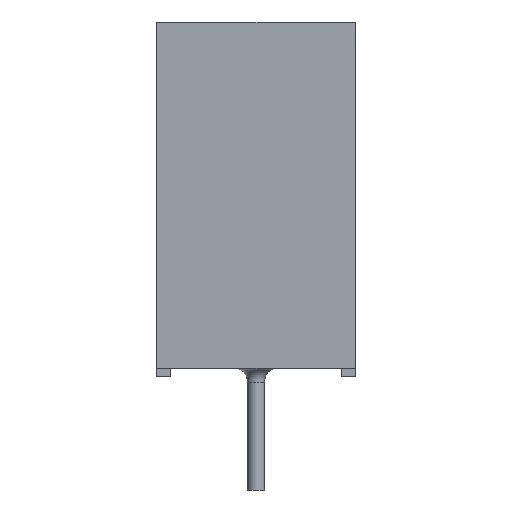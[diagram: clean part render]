
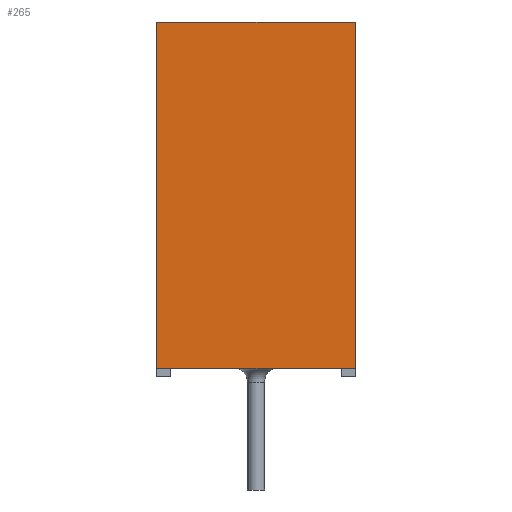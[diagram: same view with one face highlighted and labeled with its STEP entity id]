
A CAD part, left-side view. The second image highlights one B-rep face of the part: STEP entity #265.
In plain terms, the highlighted planar face has unit normal (-1, 0, 0).
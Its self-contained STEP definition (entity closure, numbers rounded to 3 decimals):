
#265 = ADVANCED_FACE( '', ( #744 ), #745, .F. );
#744 = FACE_OUTER_BOUND( '', #1478, .T. );
#745 = PLANE( '', #1479 );
#1478 = EDGE_LOOP( '', ( #2300, #2301, #2302, #2303 ) );
#1479 = AXIS2_PLACEMENT_3D( '', #2304, #2305, #2306 );
#2300 = ORIENTED_EDGE( '', *, *, #4980, .T. );
#2301 = ORIENTED_EDGE( '', *, *, #4981, .F. );
#2302 = ORIENTED_EDGE( '', *, *, #4982, .F. );
#2303 = ORIENTED_EDGE( '', *, *, #4983, .T. );
#2304 = CARTESIAN_POINT( '', ( -7.5, -3.5, 6.1 ) );
#2305 = DIRECTION( '', ( 1., 0., 0. ) );
#2306 = DIRECTION( '', ( 0., 0., -1. ) );
#4980 = EDGE_CURVE( '', #5798, #5799, #5800, .T. );
#4981 = EDGE_CURVE( '', #5801, #5799, #5802, .T. );
#4982 = EDGE_CURVE( '', #5803, #5801, #5804, .T. );
#4983 = EDGE_CURVE( '', #5803, #5798, #5805, .T. );
#5798 = VERTEX_POINT( '', #7095 );
#5799 = VERTEX_POINT( '', #7096 );
#5800 = LINE( '', #7097, #7098 );
#5801 = VERTEX_POINT( '', #7099 );
#5802 = LINE( '', #7100, #7101 );
#5803 = VERTEX_POINT( '', #7102 );
#5804 = LINE( '', #7103, #7104 );
#5805 = LINE( '', #7105, #7106 );
#7095 = CARTESIAN_POINT( '', ( -7.5, 3.5, 6.1 ) );
#7096 = CARTESIAN_POINT( '', ( -7.5, 3.5, -6.1 ) );
#7097 = CARTESIAN_POINT( '', ( -7.5, 3.5, 6.1 ) );
#7098 = VECTOR( '', #10148, 1000. );
#7099 = CARTESIAN_POINT( '', ( -7.5, -3.5, -6.1 ) );
#7100 = CARTESIAN_POINT( '', ( -7.5, -3.5, -6.1 ) );
#7101 = VECTOR( '', #10149, 1000. );
#7102 = CARTESIAN_POINT( '', ( -7.5, -3.5, 6.1 ) );
#7103 = CARTESIAN_POINT( '', ( -7.5, -3.5, 6.1 ) );
#7104 = VECTOR( '', #10150, 1000. );
#7105 = CARTESIAN_POINT( '', ( -7.5, -3.5, 6.1 ) );
#7106 = VECTOR( '', #10151, 1000. );
#10148 = DIRECTION( '', ( 0., 0., -1. ) );
#10149 = DIRECTION( '', ( 0., 1., 0. ) );
#10150 = DIRECTION( '', ( 0., 0., -1. ) );
#10151 = DIRECTION( '', ( 0., 1., 0. ) );
